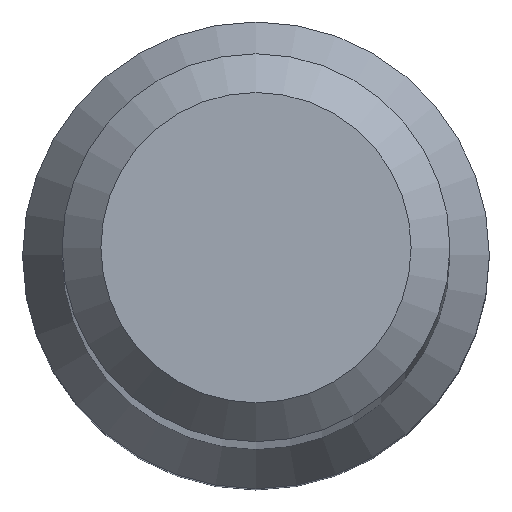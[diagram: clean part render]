
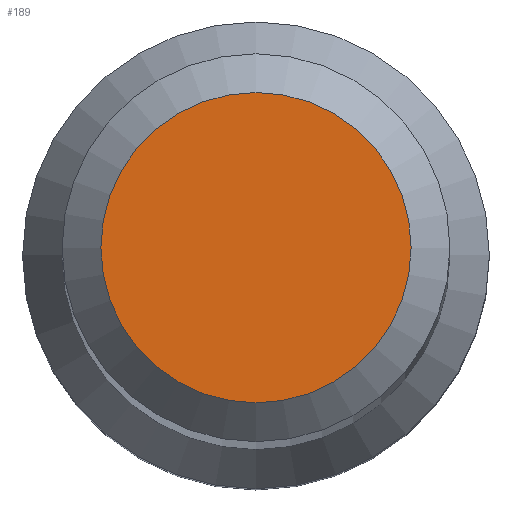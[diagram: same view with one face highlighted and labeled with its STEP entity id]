
A CAD part, top view. The second image highlights one B-rep face of the part: STEP entity #189.
In plain terms, the highlighted planar face has unit normal (0, 0, 1).
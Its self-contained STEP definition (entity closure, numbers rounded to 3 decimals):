
#15 = AXIS2_PLACEMENT_3D ( 'NONE', #71, #93, #127 ) ;
#19 = PLANE ( 'NONE',  #15 ) ;
#25 = CARTESIAN_POINT ( 'NONE',  ( 0., 0., 133. ) ) ;
#45 = DIRECTION ( 'NONE',  ( 0., 1., 0. ) ) ;
#47 = AXIS2_PLACEMENT_3D ( 'NONE', #25, #212, #45 ) ;
#71 = CARTESIAN_POINT ( 'NONE',  ( 0., 0., 133. ) ) ;
#93 = DIRECTION ( 'NONE',  ( 0., 0., 1. ) ) ;
#100 = EDGE_CURVE ( 'NONE', #121, #121, #157, .T. ) ;
#121 = VERTEX_POINT ( 'NONE', #197 ) ;
#127 = DIRECTION ( 'NONE',  ( 0., -1., 0. ) ) ;
#146 = ORIENTED_EDGE ( 'NONE', *, *, #100, .F. ) ;
#157 = CIRCLE ( 'NONE', #47, 4. ) ;
#169 = FACE_OUTER_BOUND ( 'NONE', #221, .T. ) ;
#189 = ADVANCED_FACE ( 'NONE', ( #169 ), #19, .T. ) ;
#197 = CARTESIAN_POINT ( 'NONE',  ( 0., 4., 133. ) ) ;
#212 = DIRECTION ( 'NONE',  ( 0., 0., -1. ) ) ;
#221 = EDGE_LOOP ( 'NONE', ( #146 ) ) ;
